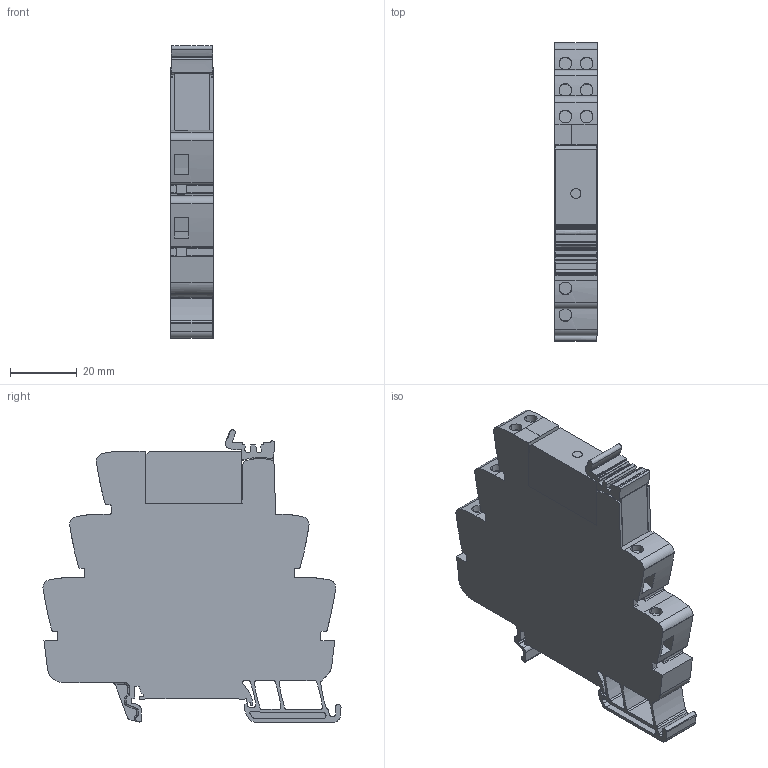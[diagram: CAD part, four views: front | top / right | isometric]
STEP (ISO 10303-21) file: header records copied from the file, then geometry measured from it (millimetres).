
FILE_DESCRIPTION(('CATIA V5 STEP Exchange','CAx-IF Rec.Pracs.--- Model Styling and Organization---1.5--- 2016-08-15','CAx-IF Rec.Pracs.---Supplemental Geometry---1.0---2011-11-01','CAx-IF Rec.Pracs.--- Composite Materials ---1.1---2010-07-15'),'2;1');
FILE_NAME ('6317824_7', '2025-09-23T06:45:00+00:00', ('none'), ('Weidmueller'), 'CATIA Version 5-6 Release 2024 SP4', 'CATIA V5 STEP AP214 v3', 'none');
FILE_SCHEMA(('AUTOMOTIVE_DESIGN { 1 0 10303 214 1 1 1 1 }'));
Length unit declared in the file: millimetre
Products named in the file (1): 1123710000
Bounding box: 12.8 x 89.55 x 87.83 mm (x, y, z)
Volume: 64376.1 mm3; surface area: 22892.5 mm2
Topology: 13 solids, 13 shells, 544 faces, 1584 edges, 1085 vertices
Faces by surface type: plane 319, cylinder 159, extrusion 48, bspline 9, torus 5, sphere 4
Entity records: 19197 total; most frequent: CARTESIAN_POINT 5528, ORIENTED_EDGE 3156, DIRECTION 2192, EDGE_CURVE 1578, VECTOR 1158, LINE 1110, VERTEX_POINT 1085, AXIS2_PLACEMENT_3D 668
